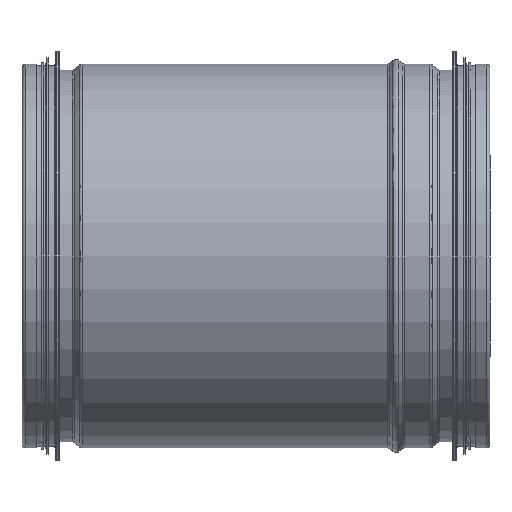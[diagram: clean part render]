
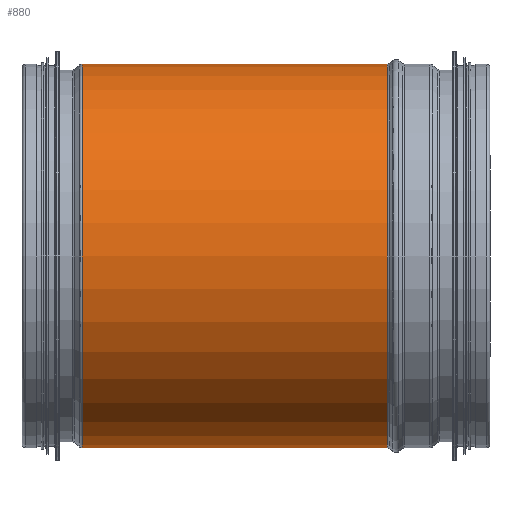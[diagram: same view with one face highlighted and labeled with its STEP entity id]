
A CAD part, left-side view. The second image highlights one B-rep face of the part: STEP entity #880.
In plain terms, the highlighted cylindrical face has radius 79.5 mm (diameter 159 mm), a full revolution.
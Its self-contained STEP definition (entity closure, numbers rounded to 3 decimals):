
#846=CARTESIAN_POINT('',(79.5,42.0,0.0));
#847=VERTEX_POINT('',#846);
#848=CARTESIAN_POINT('',(0.0,42.,0.0));
#849=DIRECTION('',(0.0,-1.0,0.0));
#850=DIRECTION('',(1.0,0.0,0.0));
#851=AXIS2_PLACEMENT_3D('',#848,#849,#850);
#852=CIRCLE('',#851,79.5);
#853=EDGE_CURVE('',#847,#847,#852,.T.);
#861=CARTESIAN_POINT('',(0.0,105.25,0.0));
#862=DIRECTION('',(0.0,-1.0,0.0));
#863=DIRECTION('',(1.0,0.0,0.0));
#864=AXIS2_PLACEMENT_3D('',#861,#862,#863);
#865=CYLINDRICAL_SURFACE('',#864,79.5);
#866=CARTESIAN_POINT('',(79.5,168.5,0.0));
#867=VERTEX_POINT('',#866);
#868=CARTESIAN_POINT('',(0.0,168.5,0.0));
#869=DIRECTION('',(0.0,-1.0,0.0));
#870=DIRECTION('',(1.0,0.0,0.0));
#871=AXIS2_PLACEMENT_3D('',#868,#869,#870);
#872=CIRCLE('',#871,79.5);
#873=EDGE_CURVE('',#867,#867,#872,.T.);
#874=ORIENTED_EDGE('',*,*,#873,.T.);
#875=EDGE_LOOP('',(#874));
#876=FACE_OUTER_BOUND('',#875,.T.);
#877=ORIENTED_EDGE('',*,*,#853,.F.);
#878=EDGE_LOOP('',(#877));
#879=FACE_BOUND('',#878,.T.);
#880=ADVANCED_FACE('',(#876,#879),#865,.T.);
